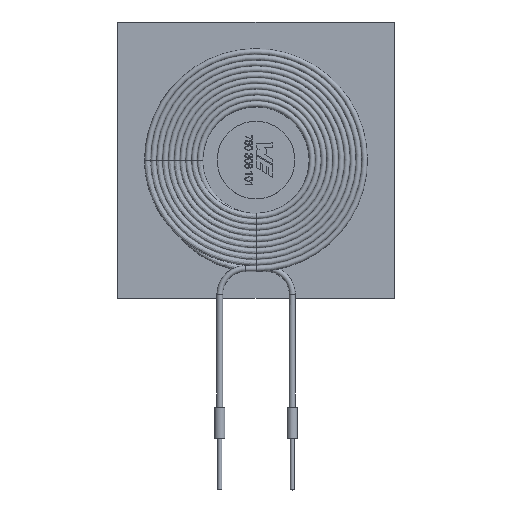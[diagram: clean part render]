
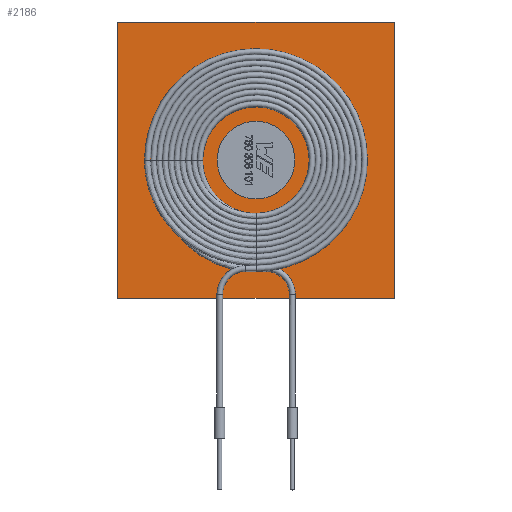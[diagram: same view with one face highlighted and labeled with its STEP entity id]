
A CAD part, top view. The second image highlights one B-rep face of the part: STEP entity #2186.
In plain terms, the highlighted planar face has unit normal (0, 0, 1).
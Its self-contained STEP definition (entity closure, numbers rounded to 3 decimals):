
#273=ORIENTED_EDGE('',*,*,#841,.T.);
#274=ORIENTED_EDGE('',*,*,#842,.T.);
#275=ORIENTED_EDGE('',*,*,#843,.T.);
#276=ORIENTED_EDGE('',*,*,#844,.T.);
#841=EDGE_CURVE('',#1125,#1126,#1357,.T.);
#842=EDGE_CURVE('',#1126,#1127,#1358,.T.);
#843=EDGE_CURVE('',#1127,#1128,#1359,.T.);
#844=EDGE_CURVE('',#1128,#1125,#1360,.T.);
#1125=VERTEX_POINT('',#3986);
#1126=VERTEX_POINT('',#3987);
#1127=VERTEX_POINT('',#3989);
#1128=VERTEX_POINT('',#3991);
#1357=LINE('',#3985,#1482);
#1358=LINE('',#3988,#1483);
#1359=LINE('',#3990,#1484);
#1360=LINE('',#3992,#1485);
#1482=VECTOR('',#3547,1000.);
#1483=VECTOR('',#3548,1000.);
#1484=VECTOR('',#3549,1000.);
#1485=VECTOR('',#3550,1000.);
#1604=EDGE_LOOP('',(#273,#274,#275,#276));
#1847=FACE_BOUND('',#1604,.T.);
#2105=PLANE('',#3383);
#2186=ADVANCED_FACE('',(#1847),#2105,.T.);
#3383=AXIS2_PLACEMENT_3D('',#3984,#3545,#3546);
#3545=DIRECTION('',(0.,0.,1.));
#3546=DIRECTION('',(1.,0.,0.));
#3547=DIRECTION('',(0.,-1.,0.));
#3548=DIRECTION('',(1.,0.,0.));
#3549=DIRECTION('',(0.,1.,0.));
#3550=DIRECTION('',(-1.,0.,0.));
#3984=CARTESIAN_POINT('',(-26.65,-26.65,0.));
#3985=CARTESIAN_POINT('',(-26.65,26.65,0.));
#3986=CARTESIAN_POINT('',(-26.65,26.65,0.));
#3987=CARTESIAN_POINT('',(-26.65,-26.65,0.));
#3988=CARTESIAN_POINT('',(-26.65,-26.65,0.));
#3989=CARTESIAN_POINT('',(26.65,-26.65,0.));
#3990=CARTESIAN_POINT('',(26.65,-26.65,0.));
#3991=CARTESIAN_POINT('',(26.65,26.65,0.));
#3992=CARTESIAN_POINT('',(26.65,26.65,0.));
